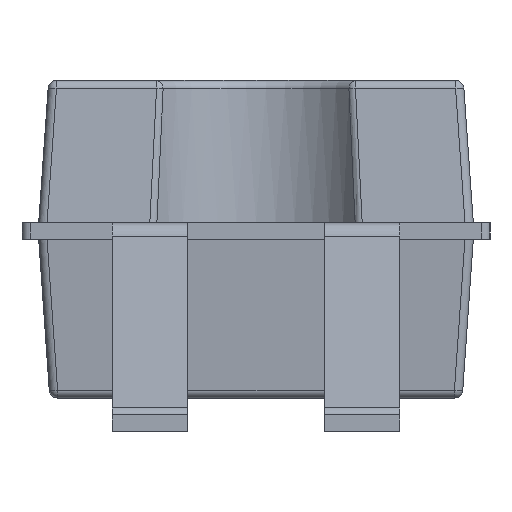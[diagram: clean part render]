
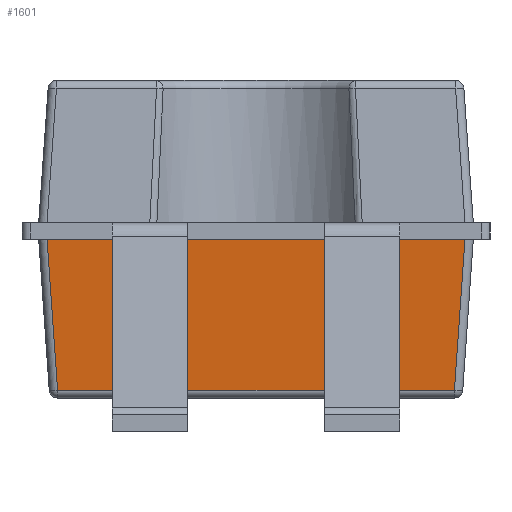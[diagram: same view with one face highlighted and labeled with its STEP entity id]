
A CAD part, left-side view. The second image highlights one B-rep face of the part: STEP entity #1601.
In plain terms, the highlighted planar face has unit normal (-0.998, 0, -0.07).
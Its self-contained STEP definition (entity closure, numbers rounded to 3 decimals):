
#1048 = VERTEX_POINT('',#1049);
#1049 = CARTESIAN_POINT('',(-2.1,1.25,1.15));
#1056 = EDGE_CURVE('',#1057,#1048,#1059,.T.);
#1057 = VERTEX_POINT('',#1058);
#1058 = CARTESIAN_POINT('',(-2.1,-1.25,1.15));
#1059 = LINE('',#1060,#1061);
#1060 = CARTESIAN_POINT('',(-2.1,-1.3,1.15));
#1061 = VECTOR('',#1062,1.);
#1062 = DIRECTION('',(0.,1.,0.));
#1601 = ADVANCED_FACE('',(#1602),#1627,.T.);
#1602 = FACE_BOUND('',#1603,.T.);
#1603 = EDGE_LOOP('',(#1604,#1605,#1613,#1621));
#1604 = ORIENTED_EDGE('',*,*,#1056,.T.);
#1605 = ORIENTED_EDGE('',*,*,#1606,.T.);
#1606 = EDGE_CURVE('',#1048,#1607,#1609,.T.);
#1607 = VERTEX_POINT('',#1608);
#1608 = CARTESIAN_POINT('',(-2.037,1.187,0.247
    ));
#1609 = LINE('',#1610,#1611);
#1610 = CARTESIAN_POINT('',(-2.088,1.238,
    0.973));
#1611 = VECTOR('',#1612,1.);
#1612 = DIRECTION('',(0.07,-0.07,
    -0.995));
#1613 = ORIENTED_EDGE('',*,*,#1614,.T.);
#1614 = EDGE_CURVE('',#1607,#1615,#1617,.T.);
#1615 = VERTEX_POINT('',#1616);
#1616 = CARTESIAN_POINT('',(-2.037,-1.187,
    0.247));
#1617 = LINE('',#1618,#1619);
#1618 = CARTESIAN_POINT('',(-2.037,-1.234,
    0.247));
#1619 = VECTOR('',#1620,1.);
#1620 = DIRECTION('',(0.,-1.,0.));
#1621 = ORIENTED_EDGE('',*,*,#1622,.T.);
#1622 = EDGE_CURVE('',#1615,#1057,#1623,.T.);
#1623 = LINE('',#1624,#1625);
#1624 = CARTESIAN_POINT('',(-2.1,-1.25,
    1.153));
#1625 = VECTOR('',#1626,1.);
#1626 = DIRECTION('',(-0.07,-0.07,
    0.995));
#1627 = PLANE('',#1628);
#1628 = AXIS2_PLACEMENT_3D('',#1629,#1630,#1631);
#1629 = CARTESIAN_POINT('',(-2.1,-1.3,1.15));
#1630 = DIRECTION('',(-0.998,0.,
    -0.07));
#1631 = DIRECTION('',(-0.07,0.,
    0.998));
